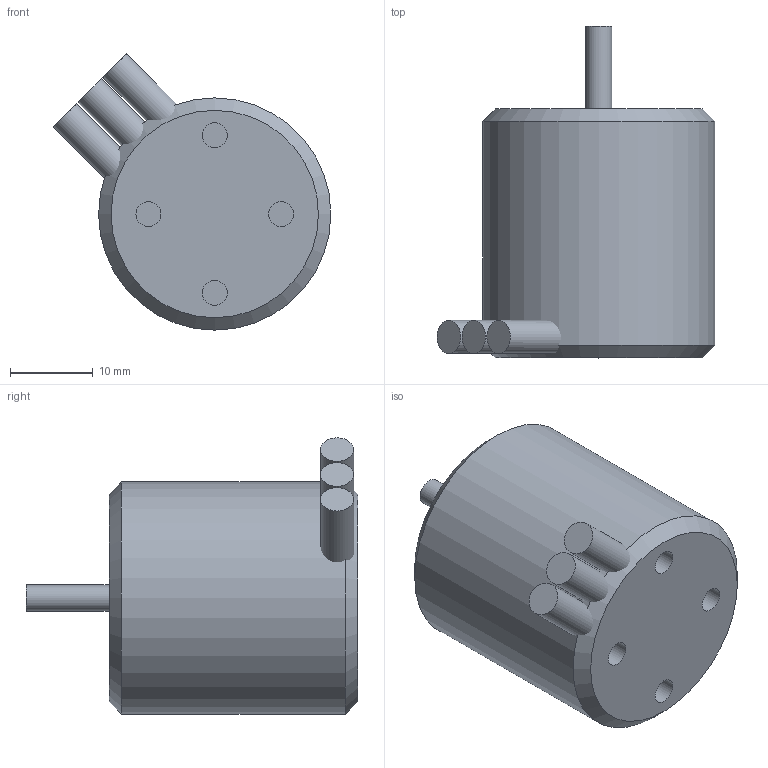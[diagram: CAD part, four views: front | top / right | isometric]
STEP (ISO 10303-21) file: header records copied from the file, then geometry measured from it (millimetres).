
FILE_DESCRIPTION(/* description */ (''),/* implementation_level */ '2;1');
FILE_NAME(/* name */ 'Turnigy D2826-10 1400kv Brushless Motor v3 v2.step',/* time_stamp */ '2016-12-15T11:45:38-08:00',/* author */ (''),/* organization */ (''),/* preprocessor_version */ 'ST-DEVELOPER v16.5',/* originating_system */ 'Autodesk Translation Framework v5.2.0.2920',/* authorisation */ '');
FILE_SCHEMA (('AUTOMOTIVE_DESIGN { 1 0 10303 214 3 1 1 }'));
Length unit declared in the file: millimetre
Products named in the file (5): Turnigy D2826-10 1400kv Brushless Motor v3  v2; Component1; Component2; Component3; Component4
Assembly tree (4 placements, depth 2):
  Turnigy D2826-10 1400kv Brushless Motor v3  v2
    Component1
    Component2
    Component3
    Component4
Bounding box: 33.49 x 40 x 33.31 mm (x, y, z)
Volume: 18671.7 mm3; surface area: 4525.9 mm2
Topology: 4 solids, 4 shells, 24 faces, 31 edges, 20 vertices
Faces by surface type: plane 13, cylinder 9, cone 2
Full cylindrical faces by diameter (mm): 3 x4, 3.17 x1, 4 x3, 28 x1
Entity records: 562 total; most frequent: DIRECTION 106, CARTESIAN_POINT 73, AXIS2_PLACEMENT_3D 53, EDGE_LOOP 40, ORIENTED_EDGE 40, FACE_OUTER_BOUND 24, ADVANCED_FACE 24, CIRCLE 20
